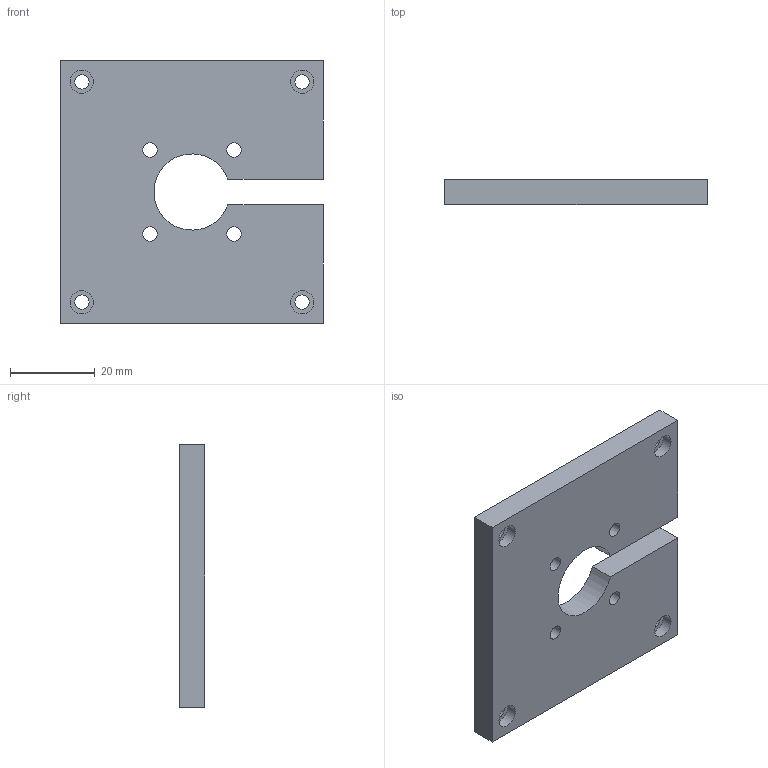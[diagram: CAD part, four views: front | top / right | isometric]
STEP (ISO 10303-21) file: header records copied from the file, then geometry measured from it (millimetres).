
FILE_DESCRIPTION(/* description */ (''),/* implementation_level */ '2;1');
FILE_NAME(/* name */ 'faxation motorisation.stp',/* time_stamp */ '2018-07-11T17:28:18+02:00',/* author */ ('Piigle'),/* organization */ (''),/* preprocessor_version */ 'ST-DEVELOPER v16.5',/* originating_system */ 'Autodesk Inventor 2017',/* authorisation */ '');
FILE_SCHEMA (('AUTOMOTIVE_DESIGN { 1 0 10303 214 3 1 1 }'));
Length unit declared in the file: millimetre
Products named in the file (1): faxation motorisation
Bounding box: 62 x 6 x 62 mm (x, y, z)
Volume: 19974.5 mm3; surface area: 9453 mm2
Topology: 1 solids, 1 shells, 34 faces, 72 edges, 48 vertices
Faces by surface type: plane 17, cylinder 17
Full cylindrical faces by diameter (mm): 3.4 x8, 5.5 x8
Entity records: 906 total; most frequent: DIRECTION 160, CARTESIAN_POINT 139, ORIENTED_EDGE 112, EDGE_LOOP 74, AXIS2_PLACEMENT_3D 69, EDGE_CURVE 56, VERTEX_POINT 48, FACE_BOUND 40
